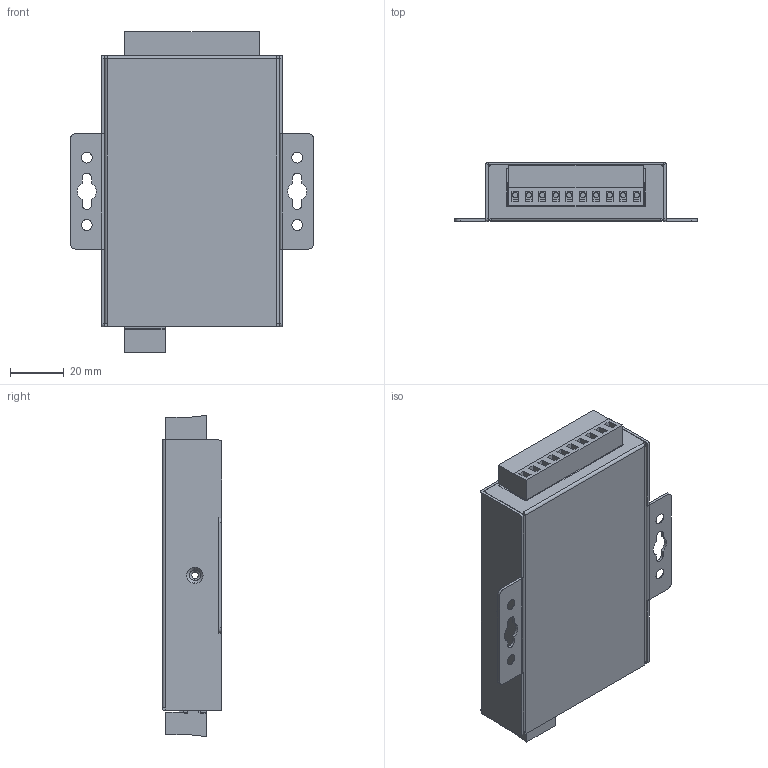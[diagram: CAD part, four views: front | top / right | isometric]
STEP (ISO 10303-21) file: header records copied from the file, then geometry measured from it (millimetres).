
FILE_DESCRIPTION((''),'2;1');
FILE_NAME('NPORT_5230','2011-08-22T',('Vincent_Huang'),(''),'PRO/ENGINEER BY PARAMETRIC TECHNOLOGY CORPORATION, 2004320','PRO/ENGINEER BY PARAMETRIC TECHNOLOGY CORPORATION, 2004320','');
FILE_SCHEMA(('CONFIG_CONTROL_DESIGN'));
Length unit declared in the file: millimetre
Products named in the file (1): NPORT_5230
Bounding box: 90 x 22 x 119 mm (x, y, z)
Surface area: 95659.2 mm2 (no closed solid volume)
Topology: 0 solids, 20 shells, 887 faces, 2182 edges, 1410 vertices
Faces by surface type: plane 523, cylinder 310, torus 34, cone 12, sphere 8
Entity records: 26481 total; most frequent: DIRECTION 4736, CARTESIAN_POINT 4705, ORIENTED_EDGE 4348, EDGE_CURVE 2174, AXIS2_PLACEMENT_3D 1701, VERTEX_POINT 1410, VECTOR 1334, LINE 1334
